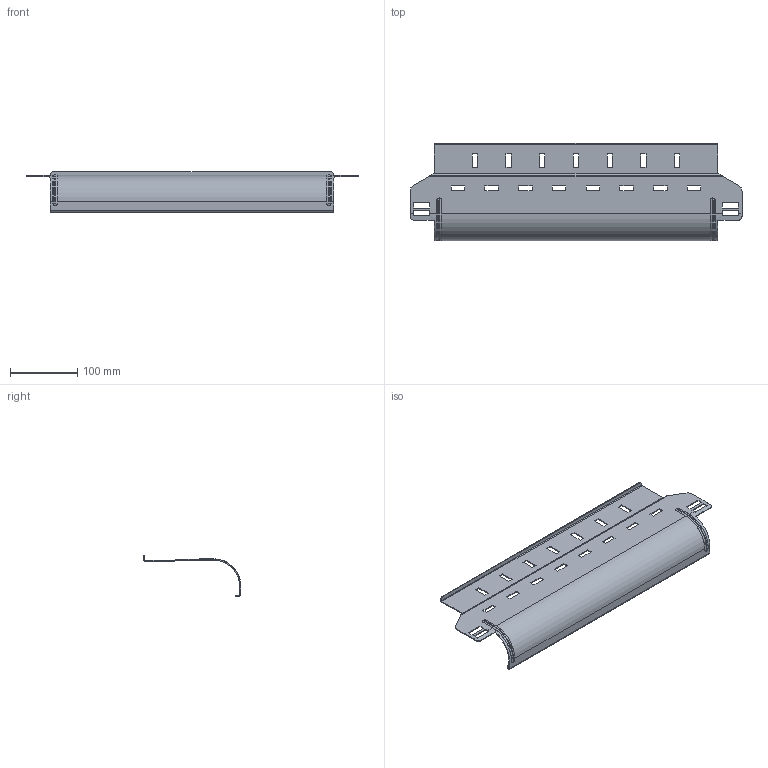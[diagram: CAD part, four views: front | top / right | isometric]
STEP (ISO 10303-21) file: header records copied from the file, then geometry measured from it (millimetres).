
FILE_DESCRIPTION(/* description */ (''),/* implementation_level */ '2;1');
FILE_NAME(/* name */ 'ZDK500.stp',/* time_stamp */ '2020-11-02T09:25:52+01:00',/* author */ ('stanislaw.luczak'),/* organization */ (''),/* preprocessor_version */ 'ST-DEVELOPER v18.1',/* originating_system */ 'Autodesk Inventor 2021',/* authorisation */ '');
FILE_SCHEMA (('AUTOMOTIVE_DESIGN { 1 0 10303 214 3 1 1 }'));
Length unit declared in the file: millimetre
Products named in the file (1): ZDK500
Bounding box: 492 x 144.8 x 60.1 mm (x, y, z)
Volume: 115518.8 mm3; surface area: 168408.1 mm2
Topology: 1 solids, 1 shells, 254 faces, 632 edges, 376 vertices
Faces by surface type: plane 144, cylinder 56, torus 24, cone 16, bspline 14
Entity records: 8277 total; most frequent: CARTESIAN_POINT 2113, DIRECTION 1266, ORIENTED_EDGE 1264, EDGE_CURVE 632, LINE 456, VECTOR 456, AXIS2_PLACEMENT_3D 405, VERTEX_POINT 376
